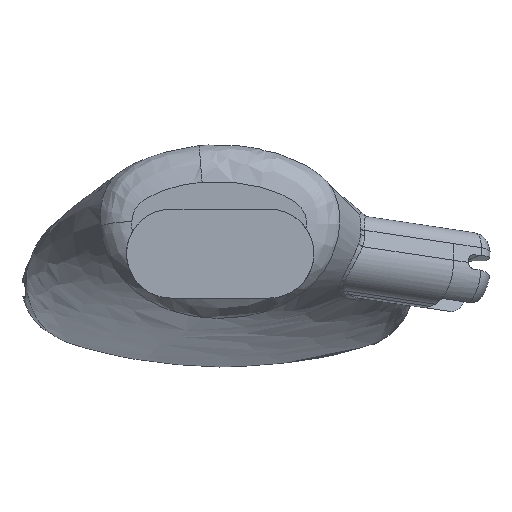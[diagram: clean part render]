
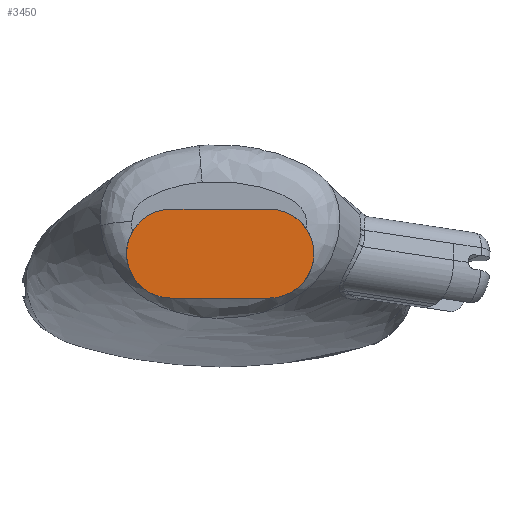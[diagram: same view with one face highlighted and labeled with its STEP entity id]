
A CAD part, front view. The second image highlights one B-rep face of the part: STEP entity #3450.
In plain terms, the highlighted planar face has unit normal (0, -1, 0).
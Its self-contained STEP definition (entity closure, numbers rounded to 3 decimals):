
#38=CIRCLE('',#3618,9.);
#63=CIRCLE('',#3679,9.);
#173=LINE('',#4759,#405);
#177=LINE('',#4851,#409);
#405=VECTOR('',#3845,10.);
#409=VECTOR('',#3857,10.);
#657=PLANE('',#3678);
#774=FACE_OUTER_BOUND('',#977,.T.);
#977=EDGE_LOOP('',(#2517,#2518,#2519,#2520));
#1356=VERTEX_POINT('',#4756);
#1357=VERTEX_POINT('',#4758);
#1360=VERTEX_POINT('',#4790);
#1364=VERTEX_POINT('',#4849);
#1707=EDGE_CURVE('',#1357,#1356,#173,.T.);
#1711=EDGE_CURVE('',#1356,#1360,#38,.F.);
#1717=EDGE_CURVE('',#1360,#1364,#177,.T.);
#1862=EDGE_CURVE('',#1364,#1357,#63,.F.);
#2517=ORIENTED_EDGE('',*,*,#1711,.T.);
#2518=ORIENTED_EDGE('',*,*,#1717,.T.);
#2519=ORIENTED_EDGE('',*,*,#1862,.T.);
#2520=ORIENTED_EDGE('',*,*,#1707,.T.);
#3450=ADVANCED_FACE('',(#774),#657,.T.);
#3618=AXIS2_PLACEMENT_3D('',#4792,#3850,#3851);
#3678=AXIS2_PLACEMENT_3D('',#6626,#4029,#4030);
#3679=AXIS2_PLACEMENT_3D('',#6627,#4031,#4032);
#3845=DIRECTION('',(-1.,0.,0.));
#3850=DIRECTION('center_axis',(0.,1.,0.));
#3851=DIRECTION('ref_axis',(0.,0.,
1.));
#3857=DIRECTION('',(1.,0.,0.));
#4029=DIRECTION('center_axis',(0.,-1.,0.));
#4030=DIRECTION('ref_axis',(0.,0.,
-1.));
#4031=DIRECTION('center_axis',(0.,1.,0.));
#4032=DIRECTION('ref_axis',(0.,0.,
1.));
#4756=CARTESIAN_POINT('',(-2.123,-16.558,-4.291));
#4758=CARTESIAN_POINT('',(17.877,-16.558,-4.291));
#4759=CARTESIAN_POINT('',(17.877,-16.558,-4.291));
#4790=CARTESIAN_POINT('',(-2.123,-16.558,-22.291));
#4792=CARTESIAN_POINT('Origin',(-2.123,-16.558,-13.291));
#4849=CARTESIAN_POINT('',(17.877,-16.558,-22.291));
#4851=CARTESIAN_POINT('',(17.877,-16.558,-22.291));
#6626=CARTESIAN_POINT('Origin',(17.877,-16.558,-13.291));
#6627=CARTESIAN_POINT('Origin',(17.877,-16.558,-13.291));
